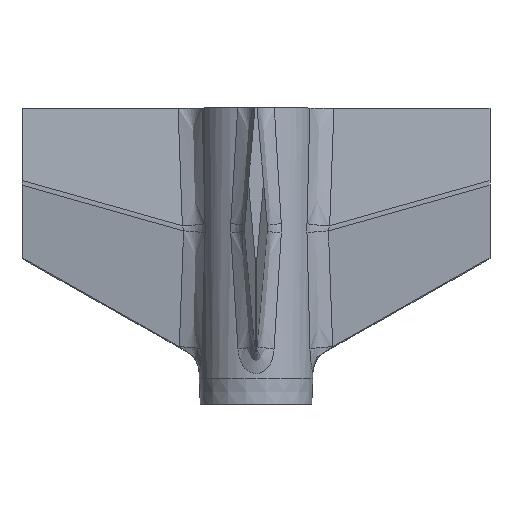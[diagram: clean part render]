
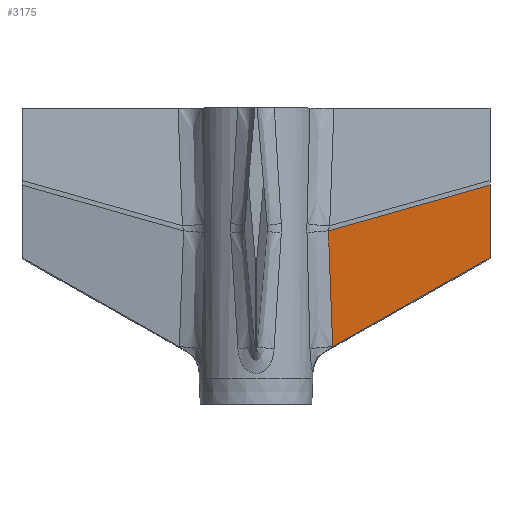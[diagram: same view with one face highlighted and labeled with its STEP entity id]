
A CAD part, top view. The second image highlights one B-rep face of the part: STEP entity #3175.
In plain terms, the highlighted planar face has unit normal (0.049, -0.087, 0.995).
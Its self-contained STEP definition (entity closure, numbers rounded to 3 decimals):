
#574=CARTESIAN_POINT('Vertex',(38.505,-120.359,0.498)) ;
#658=CARTESIAN_POINT('Control Point',(38.505,-120.359,0.498)) ;
#659=CARTESIAN_POINT('Control Point',(38.158,-108.729,1.533)) ;
#660=CARTESIAN_POINT('Control Point',(37.772,-97.101,2.569)) ;
#661=CARTESIAN_POINT('Control Point',(37.345,-85.472,3.608)) ;
#662=CARTESIAN_POINT('Control Point',(36.875,-73.84,4.649)) ;
#663=CARTESIAN_POINT('Control Point',(36.358,-62.208,5.692)) ;
#664=CARTESIAN_POINT('Vertex',(36.358,-62.208,5.692)) ;
#3133=CARTESIAN_POINT('Vertex',(117.475,-75.744,0.498)) ;
#3137=CARTESIAN_POINT('Control Point',(117.475,-75.744,0.498)) ;
#3138=CARTESIAN_POINT('Control Point',(101.681,-84.667,0.498)) ;
#3139=CARTESIAN_POINT('Control Point',(85.887,-93.59,0.498)) ;
#3140=CARTESIAN_POINT('Control Point',(70.093,-102.513,0.498)) ;
#3141=CARTESIAN_POINT('Control Point',(54.299,-111.436,0.498)) ;
#3142=CARTESIAN_POINT('Control Point',(38.505,-120.359,0.498)) ;
#3152=CARTESIAN_POINT('Axis2P3D Location',(72.517,-75.972,2.7)) ;
#3157=CARTESIAN_POINT('Line Origine',(117.475,-57.519,2.093)) ;
#3161=CARTESIAN_POINT('Vertex',(117.475,-39.294,3.687)) ;
#3164=CARTESIAN_POINT('Line Origine',(76.916,-50.751,4.689)) ;
#3159=VECTOR('Line Direction',#3158,1.) ;
#3166=VECTOR('Line Direction',#3165,1.) ;
#3153=DIRECTION('Axis2P3D Direction',(0.049,-0.087,0.995)) ;
#3154=DIRECTION('Axis2P3D XDirection',(-0.962,-0.272,0.024)) ;
#3158=DIRECTION('Vector Direction',(0.,0.996,0.087)) ;
#3165=DIRECTION('Vector Direction',(-0.962,-0.272,0.024)) ;
#3155=AXIS2_PLACEMENT_3D('Plane Axis2P3D',#3152,#3153,#3154) ;
#3160=LINE('Line',#3157,#3159) ;
#3167=LINE('Line',#3164,#3166) ;
#3156=PLANE('',#3155) ;
#666=EDGE_CURVE('',#665,#575,#657,.F.) ;
#3143=EDGE_CURVE('',#3134,#575,#3136,.T.) ;
#3163=EDGE_CURVE('',#3162,#3134,#3160,.F.) ;
#3168=EDGE_CURVE('',#3162,#665,#3167,.T.) ;
#3170=ORIENTED_EDGE('',*,*,#3143,.F.) ;
#3171=ORIENTED_EDGE('',*,*,#3163,.F.) ;
#3172=ORIENTED_EDGE('',*,*,#3168,.T.) ;
#3173=ORIENTED_EDGE('',*,*,#666,.T.) ;
#3169=EDGE_LOOP('',(#3170,#3171,#3172,#3173)) ;
#575=VERTEX_POINT('',#574) ;
#665=VERTEX_POINT('',#664) ;
#3134=VERTEX_POINT('',#3133) ;
#3162=VERTEX_POINT('',#3161) ;
#3175=ADVANCED_FACE('38mm sustainer can',(#3174),#3156,.T.) ;
#657=B_SPLINE_CURVE_WITH_KNOTS('',5,(#658,#659,#660,#661,#662,#663),.UNSPECIFIED.,.F.,.U.,(6,6),(85.35,167.91),.UNSPECIFIED.) ;
#3136=B_SPLINE_CURVE_WITH_KNOTS('',5,(#3137,#3138,#3139,#3140,#3141,#3142),.UNSPECIFIED.,.F.,.U.,(6,6),(0.,84.456),.UNSPECIFIED.) ;
#3174=FACE_OUTER_BOUND('',#3169,.T.) ;
